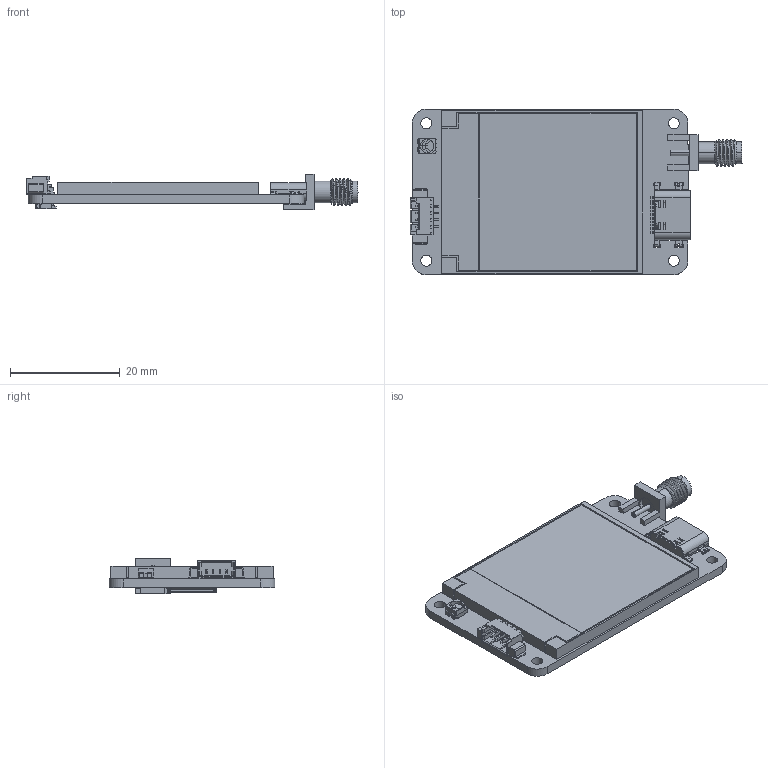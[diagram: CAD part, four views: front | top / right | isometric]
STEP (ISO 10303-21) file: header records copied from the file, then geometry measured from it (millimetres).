
FILE_DESCRIPTION(('Open CASCADE Model'),'2;1');
FILE_NAME('Open CASCADE Shape Model','2022-02-20T19:35:16',('Author'),( 'Open CASCADE'),'Open CASCADE STEP processor 6.8','Open CASCADE 6.8' ,'Unknown');
FILE_SCHEMA(('AUTOMOTIVE_DESIGN { 1 0 10303 214 1 1 1 1 }'));
Length unit declared in the file: millimetre
Products named in the file (29): PCB; Board; Open CASCADE STEP translator 6.8 2.1.1; JP?; SMA-KE; SMA-KE-2668_ASM; SMA-KE-7814_ASM; _10001; _6_10001; _30001; FH34SRJ-14S-0.5SH(50); MOLEX1.25-WS-4P; MOLEX1_25-WS-4P-14487_AF0_ASM; MOLEX1_25-WS-_1_200; MOLEX1_25-WS-4P-8705_AF0_ASM; _12_1_2_AF0; 4_1_200; 1_1_200; LED?; LED_3528-4pin; LED_3528-4PIN_-1050001_ASM; LED_3528-4PIN_-675000; U*; LCD_1.44; USB1; TYPE-C-16; USB4505-03-0-A
Assembly tree (31 placements, depth 6):
  PCB
    Board
      Open CASCADE STEP translator 6.8 2.1.1
    JP?
      SMA-KE
        SMA-KE-2668_ASM
          SMA-KE-7814_ASM
            _10001
            _6_10001
            _30001
    JP?
      FH34SRJ-14S-0.5SH(50)
    JP?
      MOLEX1.25-WS-4P
        MOLEX1_25-WS-4P-14487_AF0_ASM
          MOLEX1_25-WS-_1_200  x4
          MOLEX1_25-WS-4P-8705_AF0_ASM
            _12_1_2_AF0
            4_1_200
            1_1_200
    LED?
      LED_3528-4pin
        LED_3528-4PIN_-1050001_ASM
          LED_3528-4PIN_-675000
    U*
      LCD_1.44
    USB1
      TYPE-C-16
        USB4505-03-0-A
Bounding box: 60.37 x 30.13 x 6.5 mm (x, y, z)
Volume: 5018.9 mm3; surface area: 7734.6 mm2
Topology: 50 solids, 50 shells, 2261 faces, 5923 edges, 3798 vertices
Faces by surface type: plane 1752, cylinder 377, extrusion 82, cone 29, sphere 13, bspline 4, torus 4
Full cylindrical faces by diameter (mm): 2 x4
Entity records: 73342 total; most frequent: CARTESIAN_POINT 15542, ORIENTED_EDGE 11286, DIRECTION 10246, EDGE_CURVE 5643, VECTOR 4848, LINE 4766, VERTEX_POINT 3624, AXIS2_PLACEMENT_3D 2699
